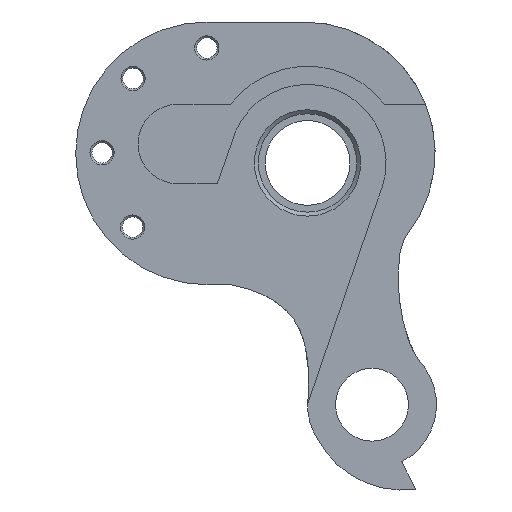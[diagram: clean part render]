
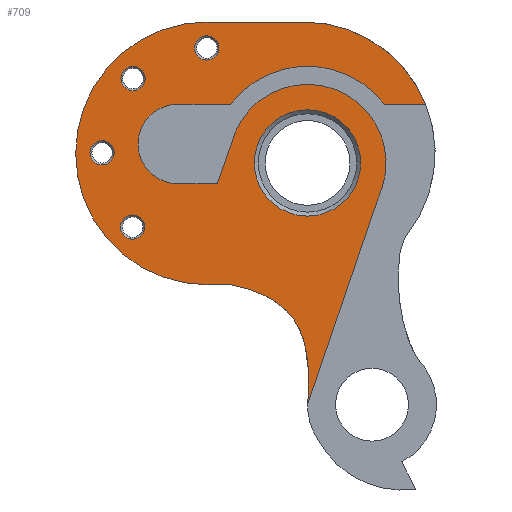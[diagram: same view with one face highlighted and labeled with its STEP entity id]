
A CAD part, front view. The second image highlights one B-rep face of the part: STEP entity #709.
In plain terms, the highlighted planar face has unit normal (0, -1, 0).
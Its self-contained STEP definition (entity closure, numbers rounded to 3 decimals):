
#20=FACE_BOUND('',#113,.T.);
#21=FACE_BOUND('',#114,.T.);
#22=FACE_BOUND('',#115,.T.);
#23=FACE_BOUND('',#116,.T.);
#24=FACE_BOUND('',#117,.T.);
#34=(
BOUNDED_CURVE()
B_SPLINE_CURVE(5,(#1106,#1107,#1108,#1109,#1110,#1111,#1112,#1113,#1114,
#1115,#1116,#1117,#1118,#1119,#1120),.UNSPECIFIED.,.F.,.F.)
B_SPLINE_CURVE_WITH_KNOTS((6,1,1,1,1,1,1,1,1,1,6),(-1.,-0.9,-0.8,-0.7,-0.6,
-0.5,-0.4,-0.3,-0.2,-0.1,-0.076),.UNSPECIFIED.)
CURVE()
GEOMETRIC_REPRESENTATION_ITEM()
RATIONAL_B_SPLINE_CURVE((1.,1.,1.,1.,1.,1.,1.,1.,1.,1.,1.,1.,1.,1.,1.))
REPRESENTATION_ITEM('')
);
#35=(
BOUNDED_CURVE()
B_SPLINE_CURVE(5,(#1122,#1123,#1124,#1125,#1126,#1127),.UNSPECIFIED.,.F.,
 .F.)
B_SPLINE_CURVE_WITH_KNOTS((6,6),(-0.076,0.),.UNSPECIFIED.)
CURVE()
GEOMETRIC_REPRESENTATION_ITEM()
RATIONAL_B_SPLINE_CURVE((1.,1.,1.,1.,1.,1.))
REPRESENTATION_ITEM('')
);
#40=PLANE('',#768);
#71=FACE_OUTER_BOUND('',#112,.T.);
#112=EDGE_LOOP('',(#500,#501,#502,#503,#504,#505,#506,#507,#508,#509,#510,
#511,#512,#513,#514));
#113=EDGE_LOOP('',(#515));
#114=EDGE_LOOP('',(#516));
#115=EDGE_LOOP('',(#517));
#116=EDGE_LOOP('',(#518));
#117=EDGE_LOOP('',(#519));
#167=LINE('',#1082,#220);
#168=LINE('',#1086,#221);
#169=LINE('',#1088,#222);
#170=LINE('',#1092,#223);
#171=LINE('',#1096,#224);
#172=LINE('',#1100,#225);
#173=LINE('',#1104,#226);
#174=LINE('',#1128,#227);
#220=VECTOR('',#863,10.);
#221=VECTOR('',#866,10.);
#222=VECTOR('',#867,10.);
#223=VECTOR('',#870,10.);
#224=VECTOR('',#873,10.);
#225=VECTOR('',#876,10.);
#226=VECTOR('',#879,10.);
#227=VECTOR('',#880,10.);
#271=CIRCLE('',#763,6.6);
#275=CIRCLE('',#769,9.75);
#276=CIRCLE('',#770,4.925);
#277=CIRCLE('',#771,12.);
#278=CIRCLE('',#772,16.3);
#279=CIRCLE('',#773,16.3);
#280=CIRCLE('',#774,1.5);
#281=CIRCLE('',#775,1.5);
#282=CIRCLE('',#776,1.5);
#283=CIRCLE('',#777,1.5);
#317=VERTEX_POINT('',#1068);
#321=VERTEX_POINT('',#1080);
#322=VERTEX_POINT('',#1081);
#323=VERTEX_POINT('',#1083);
#324=VERTEX_POINT('',#1085);
#325=VERTEX_POINT('',#1087);
#326=VERTEX_POINT('',#1089);
#327=VERTEX_POINT('',#1091);
#328=VERTEX_POINT('',#1093);
#329=VERTEX_POINT('',#1095);
#330=VERTEX_POINT('',#1097);
#331=VERTEX_POINT('',#1099);
#332=VERTEX_POINT('',#1101);
#333=VERTEX_POINT('',#1103);
#334=VERTEX_POINT('',#1105);
#335=VERTEX_POINT('',#1121);
#336=VERTEX_POINT('',#1129);
#337=VERTEX_POINT('',#1131);
#338=VERTEX_POINT('',#1133);
#339=VERTEX_POINT('',#1135);
#385=EDGE_CURVE('',#317,#317,#271,.T.);
#391=EDGE_CURVE('',#321,#322,#167,.T.);
#392=EDGE_CURVE('',#322,#323,#275,.T.);
#393=EDGE_CURVE('',#323,#324,#168,.T.);
#394=EDGE_CURVE('',#324,#325,#169,.T.);
#395=EDGE_CURVE('',#325,#326,#276,.T.);
#396=EDGE_CURVE('',#326,#327,#170,.T.);
#397=EDGE_CURVE('',#327,#328,#277,.T.);
#398=EDGE_CURVE('',#328,#329,#171,.T.);
#399=EDGE_CURVE('',#329,#330,#278,.T.);
#400=EDGE_CURVE('',#330,#331,#172,.T.);
#401=EDGE_CURVE('',#331,#332,#279,.T.);
#402=EDGE_CURVE('',#332,#333,#173,.T.);
#403=EDGE_CURVE('',#333,#334,#34,.T.);
#404=EDGE_CURVE('',#334,#335,#35,.T.);
#405=EDGE_CURVE('',#335,#321,#174,.T.);
#406=EDGE_CURVE('',#336,#336,#280,.T.);
#407=EDGE_CURVE('',#337,#337,#281,.T.);
#408=EDGE_CURVE('',#338,#338,#282,.T.);
#409=EDGE_CURVE('',#339,#339,#283,.T.);
#500=ORIENTED_EDGE('',*,*,#391,.T.);
#501=ORIENTED_EDGE('',*,*,#392,.T.);
#502=ORIENTED_EDGE('',*,*,#393,.T.);
#503=ORIENTED_EDGE('',*,*,#394,.T.);
#504=ORIENTED_EDGE('',*,*,#395,.T.);
#505=ORIENTED_EDGE('',*,*,#396,.T.);
#506=ORIENTED_EDGE('',*,*,#397,.T.);
#507=ORIENTED_EDGE('',*,*,#398,.T.);
#508=ORIENTED_EDGE('',*,*,#399,.T.);
#509=ORIENTED_EDGE('',*,*,#400,.T.);
#510=ORIENTED_EDGE('',*,*,#401,.T.);
#511=ORIENTED_EDGE('',*,*,#402,.T.);
#512=ORIENTED_EDGE('',*,*,#403,.T.);
#513=ORIENTED_EDGE('',*,*,#404,.T.);
#514=ORIENTED_EDGE('',*,*,#405,.T.);
#515=ORIENTED_EDGE('',*,*,#406,.T.);
#516=ORIENTED_EDGE('',*,*,#407,.T.);
#517=ORIENTED_EDGE('',*,*,#408,.T.);
#518=ORIENTED_EDGE('',*,*,#409,.T.);
#519=ORIENTED_EDGE('',*,*,#385,.F.);
#709=ADVANCED_FACE('',(#71,#20,#21,#22,#23,#24),#40,.F.);
#763=AXIS2_PLACEMENT_3D('',#1069,#849,#850);
#768=AXIS2_PLACEMENT_3D('',#1079,#861,#862);
#769=AXIS2_PLACEMENT_3D('',#1084,#864,#865);
#770=AXIS2_PLACEMENT_3D('',#1090,#868,#869);
#771=AXIS2_PLACEMENT_3D('',#1094,#871,#872);
#772=AXIS2_PLACEMENT_3D('',#1098,#874,#875);
#773=AXIS2_PLACEMENT_3D('',#1102,#877,#878);
#774=AXIS2_PLACEMENT_3D('',#1130,#881,#882);
#775=AXIS2_PLACEMENT_3D('',#1132,#883,#884);
#776=AXIS2_PLACEMENT_3D('',#1134,#885,#886);
#777=AXIS2_PLACEMENT_3D('',#1136,#887,#888);
#849=DIRECTION('center_axis',(0.,-1.,0.));
#850=DIRECTION('ref_axis',(0.,0.,1.));
#861=DIRECTION('center_axis',(0.,1.,0.));
#862=DIRECTION('ref_axis',(1.,0.,0.));
#863=DIRECTION('',(0.333,0.,0.943));
#864=DIRECTION('center_axis',(0.,-1.,0.));
#865=DIRECTION('ref_axis',(-0.973,0.,0.233));
#866=DIRECTION('',(-0.333,0.,-0.943));
#867=DIRECTION('',(-1.,0.,0.));
#868=DIRECTION('center_axis',(0.,1.,0.));
#869=DIRECTION('ref_axis',(0.,0.,-1.));
#870=DIRECTION('',(1.,0.,0.));
#871=DIRECTION('center_axis',(0.,1.,0.));
#872=DIRECTION('ref_axis',(-0.795,0.,0.607));
#873=DIRECTION('',(1.,0.,0.));
#874=DIRECTION('center_axis',(0.,-1.,0.));
#875=DIRECTION('ref_axis',(0.,0.,1.));
#876=DIRECTION('',(-1.,0.,0.));
#877=DIRECTION('center_axis',(0.,-1.,0.));
#878=DIRECTION('ref_axis',(0.,0.,-1.));
#879=DIRECTION('',(1.,0.,0.));
#880=DIRECTION('',(0.324,0.,0.946));
#881=DIRECTION('center_axis',(0.,1.,0.));
#882=DIRECTION('ref_axis',(0.,0.,-1.));
#883=DIRECTION('center_axis',(0.,1.,0.));
#884=DIRECTION('ref_axis',(0.,0.,-1.));
#885=DIRECTION('center_axis',(0.,1.,0.));
#886=DIRECTION('ref_axis',(0.,0.,-1.));
#887=DIRECTION('center_axis',(0.,1.,0.));
#888=DIRECTION('ref_axis',(0.,0.,-1.));
#1068=CARTESIAN_POINT('',(3.632,-3.4,-0.58));
#1069=CARTESIAN_POINT('Origin',(3.632,-3.4,6.02));
#1079=CARTESIAN_POINT('Origin',(-2.751,-3.4,-5.531));
#1080=CARTESIAN_POINT('',(11.833,-3.4,0.));
#1081=CARTESIAN_POINT('',(12.966,-3.4,3.204));
#1082=CARTESIAN_POINT('',(10.72,-3.4,-3.148));
#1083=CARTESIAN_POINT('',(-5.85,-3.4,8.29));
#1084=CARTESIAN_POINT('Origin',(3.632,-3.4,6.02));
#1085=CARTESIAN_POINT('',(-7.562,-3.4,3.45));
#1086=CARTESIAN_POINT('',(-8.706,-3.4,0.215));
#1087=CARTESIAN_POINT('',(-12.468,-3.4,3.45));
#1088=CARTESIAN_POINT('',(-7.61,-3.4,3.45));
#1089=CARTESIAN_POINT('',(-12.468,-3.4,13.3));
#1090=CARTESIAN_POINT('Origin',(-12.468,-3.4,8.375));
#1091=CARTESIAN_POINT('',(-5.908,-3.4,13.3));
#1092=CARTESIAN_POINT('',(-4.329,-3.4,13.3));
#1093=CARTESIAN_POINT('',(13.171,-3.4,13.3));
#1094=CARTESIAN_POINT('Origin',(3.632,-3.4,6.02));
#1095=CARTESIAN_POINT('',(18.284,-3.4,13.3));
#1096=CARTESIAN_POINT('',(7.766,-3.4,13.3));
#1097=CARTESIAN_POINT('',(3.166,-3.4,23.508));
#1098=CARTESIAN_POINT('Origin',(3.166,-3.4,7.208));
#1099=CARTESIAN_POINT('',(-8.834,-3.4,23.508));
#1100=CARTESIAN_POINT('',(-8.834,-3.4,23.508));
#1101=CARTESIAN_POINT('',(-8.834,-3.4,-9.092));
#1102=CARTESIAN_POINT('Origin',(-8.834,-3.4,7.208));
#1103=CARTESIAN_POINT('',(-5.953,-3.4,-9.092));
#1104=CARTESIAN_POINT('',(-5.953,-3.4,-9.092));
#1105=CARTESIAN_POINT('',(3.736,-3.4,-22.695));
#1106=CARTESIAN_POINT('Ctrl Pts',(-5.953,-3.4,-9.092));
#1107=CARTESIAN_POINT('Ctrl Pts',(-5.488,-3.4,-9.174));
#1108=CARTESIAN_POINT('Ctrl Pts',(-4.583,-3.4,-9.359));
#1109=CARTESIAN_POINT('Ctrl Pts',(-3.296,-3.4,-9.705));
#1110=CARTESIAN_POINT('Ctrl Pts',(-1.725,-3.4,-10.303));
#1111=CARTESIAN_POINT('Ctrl Pts',(-0.021,-3.4,-11.294));
#1112=CARTESIAN_POINT('Ctrl Pts',(1.395,-3.4,-12.554));
#1113=CARTESIAN_POINT('Ctrl Pts',(2.495,-3.4,-14.1));
#1114=CARTESIAN_POINT('Ctrl Pts',(3.243,-3.4,-15.962));
#1115=CARTESIAN_POINT('Ctrl Pts',(3.658,-3.4,-18.076));
#1116=CARTESIAN_POINT('Ctrl Pts',(3.787,-3.4,-19.931));
#1117=CARTESIAN_POINT('Ctrl Pts',(3.792,-3.4,-21.281));
#1118=CARTESIAN_POINT('Ctrl Pts',(3.764,-3.4,-22.15));
#1119=CARTESIAN_POINT('Ctrl Pts',(3.741,-3.4,-22.607));
#1120=CARTESIAN_POINT('Ctrl Pts',(3.736,-3.4,-22.695));
#1121=CARTESIAN_POINT('',(3.632,-3.4,-23.98));
#1122=CARTESIAN_POINT('Ctrl Pts',(3.736,-3.4,-22.695));
#1123=CARTESIAN_POINT('Ctrl Pts',(3.72,-3.4,-22.972));
#1124=CARTESIAN_POINT('Ctrl Pts',(3.702,-3.4,-23.239));
#1125=CARTESIAN_POINT('Ctrl Pts',(3.681,-3.4,-23.496));
#1126=CARTESIAN_POINT('Ctrl Pts',(3.658,-3.4,-23.743));
#1127=CARTESIAN_POINT('Ctrl Pts',(3.632,-3.4,-23.98));
#1128=CARTESIAN_POINT('',(10.223,-3.4,-4.709));
#1129=CARTESIAN_POINT('',(-18.069,-3.4,-0.438));
#1130=CARTESIAN_POINT('Origin',(-18.069,-3.4,-1.938));
#1131=CARTESIAN_POINT('',(-18.019,-3.4,17.995));
#1132=CARTESIAN_POINT('Origin',(-18.019,-3.4,16.495));
#1133=CARTESIAN_POINT('',(-8.854,-3.4,21.785));
#1134=CARTESIAN_POINT('Origin',(-8.854,-3.4,20.285));
#1135=CARTESIAN_POINT('',(-21.858,-3.4,8.774));
#1136=CARTESIAN_POINT('Origin',(-21.858,-3.4,7.274));
